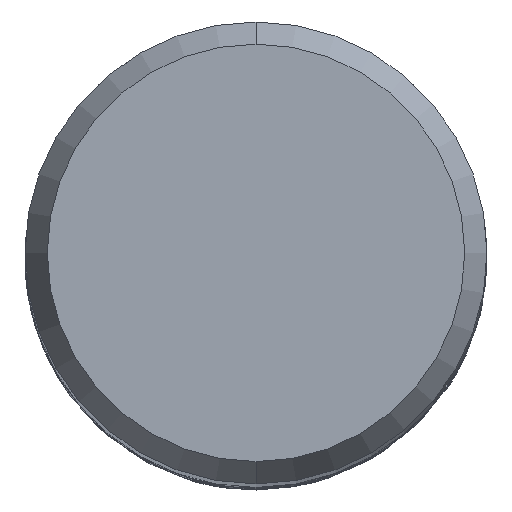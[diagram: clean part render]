
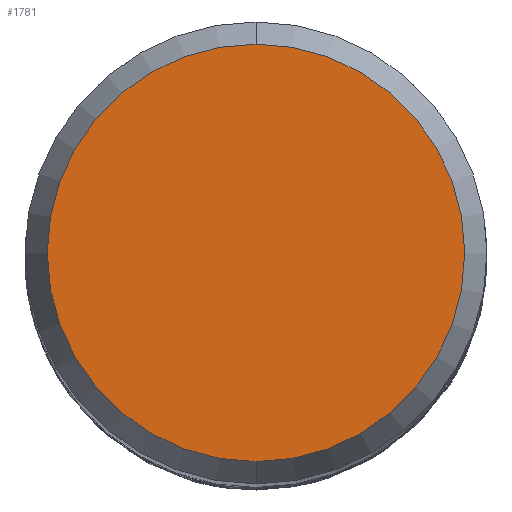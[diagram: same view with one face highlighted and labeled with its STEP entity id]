
A CAD part, top view. The second image highlights one B-rep face of the part: STEP entity #1781.
In plain terms, the highlighted planar face has unit normal (0, 0, 1).
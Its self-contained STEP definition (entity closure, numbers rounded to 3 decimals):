
#791=VERTEX_POINT('',#2221);
#969=VERTEX_POINT('',#2414);
#1467=EDGE_CURVE('',#791,#969,#2963,.T.);
#1493=EDGE_CURVE('',#969,#791,#2991,.T.);
#1781=ADVANCED_FACE('',(#3309),#3310,.T.);
#2221=CARTESIAN_POINT('',(0.0,5.423,0.0));
#2414=CARTESIAN_POINT('',(0.,-5.423,0.0));
#2963=CIRCLE('',#13617,5.423);
#2991=CIRCLE('',#13933,5.423);
#3309=FACE_OUTER_BOUND('',#18536,.T.);
#3310=PLANE('',#18537);
#13617=AXIS2_PLACEMENT_3D('',#22512,#22513,#22514);
#13933=AXIS2_PLACEMENT_3D('',#22532,#22533,#22534);
#18536=EDGE_LOOP('',(#22862,#22863));
#18537=AXIS2_PLACEMENT_3D('',#22864,#22865,#22866);
#22512=CARTESIAN_POINT('',(0.0,0.0,0.0));
#22513=DIRECTION('',(0.0,0.0,-1.0));
#22514=DIRECTION('',(0.0,1.0,0.0));
#22532=CARTESIAN_POINT('',(0.0,0.0,0.0));
#22533=DIRECTION('',(0.0,0.0,-1.0));
#22534=DIRECTION('',(0.0,1.0,0.0));
#22862=ORIENTED_EDGE('',*,*,#1467,.F.);
#22863=ORIENTED_EDGE('',*,*,#1493,.F.);
#22864=CARTESIAN_POINT('',(0.0,2.711,0.0));
#22865=DIRECTION('',(-0.0,0.0,1.0));
#22866=DIRECTION('',(0.0,-1.0,0.0));
